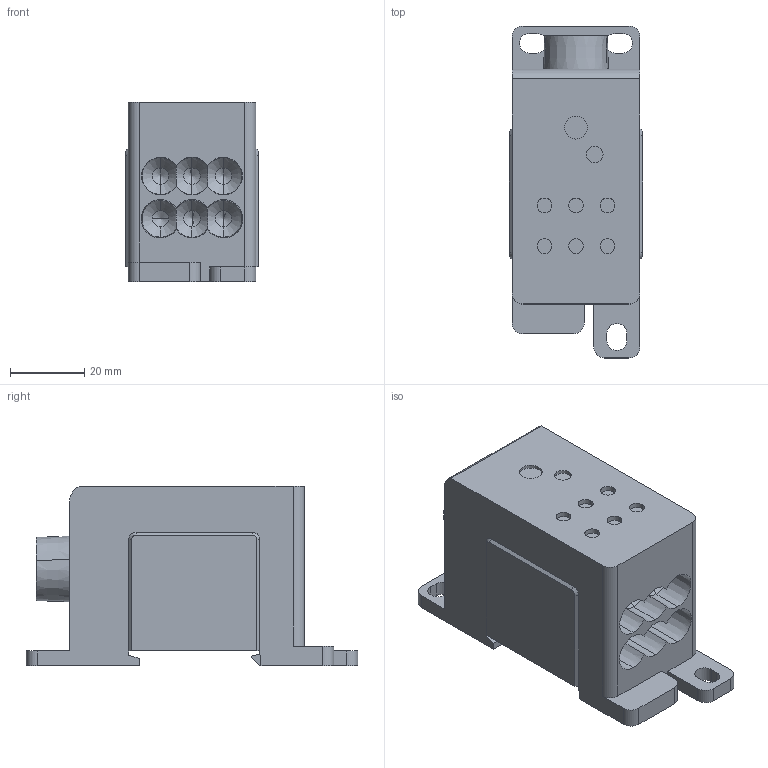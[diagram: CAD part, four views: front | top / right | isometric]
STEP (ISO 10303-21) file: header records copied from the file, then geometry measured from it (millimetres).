
FILE_DESCRIPTION (( 'STEP AP203' ), '1' );
FILE_NAME ('38680C.step', '2024-07-23T19:31:09', ( '' ), ( '' ), 'SwSTEP 2.0', 'SolidWorks 2023', '' );
FILE_SCHEMA (( 'CONFIG_CONTROL_DESIGN' ));
Length unit declared in the file: inch
Products named in the file (1): 38680C
Bounding box: 36 x 89.5 x 48.4 mm (x, y, z)
Volume: 95802.3 mm3; surface area: 20313.8 mm2
Topology: 1 solids, 2 shells, 161 faces, 418 edges, 259 vertices
Faces by surface type: cone 57, plane 55, cylinder 49
Entity records: 5000 total; most frequent: CARTESIAN_POINT 945, DIRECTION 874, ORIENTED_EDGE 808, EDGE_CURVE 404, AXIS2_PLACEMENT_3D 333, VERTEX_POINT 259, LINE 208, VECTOR 208
